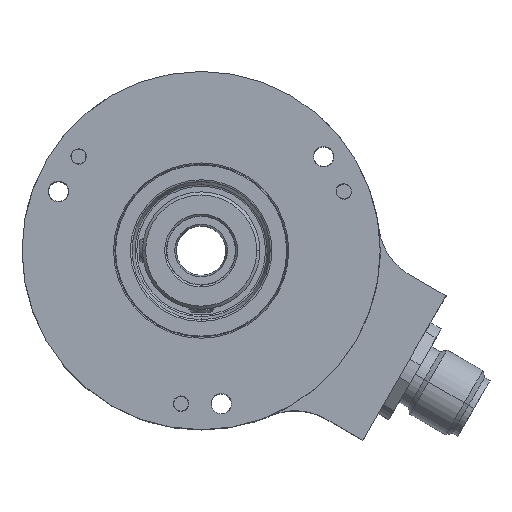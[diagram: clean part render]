
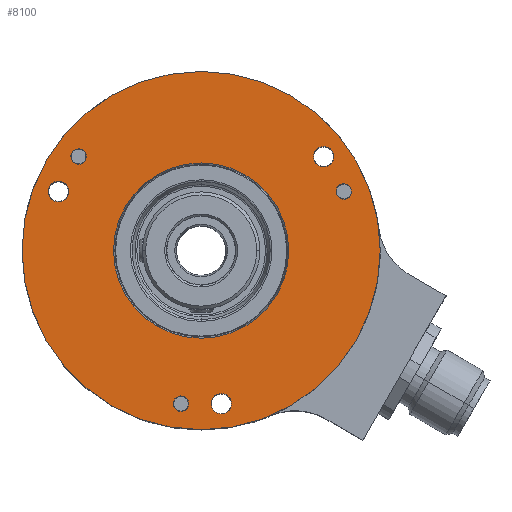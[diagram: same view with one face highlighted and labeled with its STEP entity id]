
A CAD part, top view. The second image highlights one B-rep face of the part: STEP entity #8100.
In plain terms, the highlighted planar face has unit normal (0, 0, 1).
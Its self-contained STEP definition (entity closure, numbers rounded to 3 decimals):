
#1461=CARTESIAN_POINT('',(0.,0.,18.));
#1462=DIRECTION('',(0.,0.,1.));
#1463=DIRECTION('',(1.,0.,0.));
#1464=AXIS2_PLACEMENT_3D('',#1461,#1462,#1463);
#1466=CARTESIAN_POINT('',(0.,0.,18.));
#1467=DIRECTION('',(0.,0.,1.));
#1468=DIRECTION('',(-1.,0.,0.));
#1469=AXIS2_PLACEMENT_3D('',#1466,#1467,#1468);
#1471=CARTESIAN_POINT('',(-19.834,15.219,18.));
#1472=DIRECTION('',(0.,0.,-1.));
#1473=DIRECTION('',(-0.793,0.609,0.));
#1474=AXIS2_PLACEMENT_3D('',#1471,#1472,#1473);
#1476=CARTESIAN_POINT('',(-19.834,15.219,18.));
#1477=DIRECTION('',(0.,0.,-1.));
#1478=DIRECTION('',(0.793,-0.609,0.));
#1479=AXIS2_PLACEMENT_3D('',#1476,#1477,#1478);
#1481=CARTESIAN_POINT('',(-3.263,-24.786,18.));
#1482=DIRECTION('',(0.,0.,-1.));
#1483=DIRECTION('',(-0.131,-0.991,0.));
#1484=AXIS2_PLACEMENT_3D('',#1481,#1482,#1483);
#1486=CARTESIAN_POINT('',(-3.263,-24.786,18.));
#1487=DIRECTION('',(0.,0.,-1.));
#1488=DIRECTION('',(0.131,0.991,0.));
#1489=AXIS2_PLACEMENT_3D('',#1486,#1487,#1488);
#1491=CARTESIAN_POINT('',(23.097,9.567,18.));
#1492=DIRECTION('',(0.,0.,-1.));
#1493=DIRECTION('',(0.924,0.383,0.));
#1494=AXIS2_PLACEMENT_3D('',#1491,#1492,#1493);
#1496=CARTESIAN_POINT('',(23.097,9.567,18.));
#1497=DIRECTION('',(0.,0.,-1.));
#1498=DIRECTION('',(-0.924,-0.383,0.));
#1499=AXIS2_PLACEMENT_3D('',#1496,#1497,#1498);
#1501=CARTESIAN_POINT('',(3.263,-24.786,18.));
#1502=DIRECTION('',(0.,0.,1.));
#1503=DIRECTION('',(0.,-1.,0.));
#1504=AXIS2_PLACEMENT_3D('',#1501,#1502,#1503);
#1506=CARTESIAN_POINT('',(3.263,-24.786,18.));
#1507=DIRECTION('',(0.,0.,1.));
#1508=DIRECTION('',(0.,1.,0.));
#1509=AXIS2_PLACEMENT_3D('',#1506,#1507,#1508);
#1511=CARTESIAN_POINT('',(19.834,15.219,18.));
#1512=DIRECTION('',(0.,0.,1.));
#1513=DIRECTION('',(0.,-1.,0.));
#1514=AXIS2_PLACEMENT_3D('',#1511,#1512,#1513);
#1516=CARTESIAN_POINT('',(19.834,15.219,18.));
#1517=DIRECTION('',(0.,0.,1.));
#1518=DIRECTION('',(0.,1.,0.));
#1519=AXIS2_PLACEMENT_3D('',#1516,#1517,#1518);
#1521=CARTESIAN_POINT('',(-23.097,9.567,18.));
#1522=DIRECTION('',(0.,0.,1.));
#1523=DIRECTION('',(0.,-1.,0.));
#1524=AXIS2_PLACEMENT_3D('',#1521,#1522,#1523);
#1526=CARTESIAN_POINT('',(-23.097,9.567,18.));
#1527=DIRECTION('',(0.,0.,1.));
#1528=DIRECTION('',(0.,1.,0.));
#1529=AXIS2_PLACEMENT_3D('',#1526,#1527,#1528);
#1531=CARTESIAN_POINT('',(0.,0.,18.));
#1532=DIRECTION('',(0.,0.,-1.));
#1533=DIRECTION('',(-1.,0.,0.));
#1534=AXIS2_PLACEMENT_3D('',#1531,#1532,#1533);
#1549=CARTESIAN_POINT('',(0.,0.,18.));
#1550=DIRECTION('',(0.,0.,-1.));
#1551=DIRECTION('',(1.,0.,0.));
#1552=AXIS2_PLACEMENT_3D('',#1549,#1550,#1551);
#5412=CARTESIAN_POINT('',(29.,0.,18.));
#5413=CARTESIAN_POINT('',(-29.,0.,18.));
#5414=VERTEX_POINT('',#5412);
#5415=VERTEX_POINT('',#5413);
#5416=CARTESIAN_POINT('',(-20.826,15.98,18.));
#5417=CARTESIAN_POINT('',(-18.842,14.458,18.));
#5418=VERTEX_POINT('',#5416);
#5419=VERTEX_POINT('',#5417);
#5420=CARTESIAN_POINT('',(-3.426,-26.025,18.));
#5421=CARTESIAN_POINT('',(-3.1,-23.547,18.));
#5422=VERTEX_POINT('',#5420);
#5423=VERTEX_POINT('',#5421);
#5424=CARTESIAN_POINT('',(24.252,10.045,18.));
#5425=CARTESIAN_POINT('',(21.942,9.089,18.));
#5426=VERTEX_POINT('',#5424);
#5427=VERTEX_POINT('',#5425);
#5428=CARTESIAN_POINT('',(14.188,0.,18.));
#5429=CARTESIAN_POINT('',(-14.188,0.,18.));
#5430=VERTEX_POINT('',#5428);
#5431=VERTEX_POINT('',#5429);
#5436=CARTESIAN_POINT('',(3.263,-26.436,18.));
#5437=CARTESIAN_POINT('',(3.263,-23.136,18.));
#5438=VERTEX_POINT('',#5436);
#5439=VERTEX_POINT('',#5437);
#5444=CARTESIAN_POINT('',(19.834,13.569,18.));
#5445=CARTESIAN_POINT('',(19.834,16.869,18.));
#5446=VERTEX_POINT('',#5444);
#5447=VERTEX_POINT('',#5445);
#5452=CARTESIAN_POINT('',(-23.097,7.917,18.));
#5453=CARTESIAN_POINT('',(-23.097,11.217,18.));
#5454=VERTEX_POINT('',#5452);
#5455=VERTEX_POINT('',#5453);
#8050=CARTESIAN_POINT('',(0.,0.,18.));
#8051=DIRECTION('',(0.,0.,1.));
#8052=DIRECTION('',(1.,0.,0.));
#8053=AXIS2_PLACEMENT_3D('',#8050,#8051,#8052);
#8054=PLANE('',#8053);
#8055=ORIENTED_EDGE('',*,*,#6929,.F.);
#8056=ORIENTED_EDGE('',*,*,#6884,.F.);
#8057=EDGE_LOOP('',(#8055,#8056));
#8058=FACE_OUTER_BOUND('',#8057,.F.);
#8060=ORIENTED_EDGE('',*,*,#8059,.F.);
#8062=ORIENTED_EDGE('',*,*,#8061,.F.);
#8063=EDGE_LOOP('',(#8060,#8062));
#8064=FACE_BOUND('',#8063,.F.);
#8066=ORIENTED_EDGE('',*,*,#8065,.F.);
#8068=ORIENTED_EDGE('',*,*,#8067,.F.);
#8069=EDGE_LOOP('',(#8066,#8068));
#8070=FACE_BOUND('',#8069,.F.);
#8072=ORIENTED_EDGE('',*,*,#8071,.F.);
#8074=ORIENTED_EDGE('',*,*,#8073,.F.);
#8075=EDGE_LOOP('',(#8072,#8074));
#8076=FACE_BOUND('',#8075,.F.);
#8078=ORIENTED_EDGE('',*,*,#8077,.F.);
#8080=ORIENTED_EDGE('',*,*,#8079,.F.);
#8081=EDGE_LOOP('',(#8078,#8080));
#8082=FACE_BOUND('',#8081,.F.);
#8083=ORIENTED_EDGE('',*,*,#8040,.T.);
#8085=ORIENTED_EDGE('',*,*,#8084,.T.);
#8086=EDGE_LOOP('',(#8083,#8085));
#8087=FACE_BOUND('',#8086,.F.);
#8089=ORIENTED_EDGE('',*,*,#8088,.T.);
#8091=ORIENTED_EDGE('',*,*,#8090,.T.);
#8092=EDGE_LOOP('',(#8089,#8091));
#8093=FACE_BOUND('',#8092,.F.);
#8095=ORIENTED_EDGE('',*,*,#8094,.T.);
#8097=ORIENTED_EDGE('',*,*,#8096,.T.);
#8098=EDGE_LOOP('',(#8095,#8097));
#8099=FACE_BOUND('',#8098,.F.);
#1465=CIRCLE('',#1464,29.);
#1470=CIRCLE('',#1469,29.);
#1475=CIRCLE('',#1474,1.25);
#1480=CIRCLE('',#1479,1.25);
#1485=CIRCLE('',#1484,1.25);
#1490=CIRCLE('',#1489,1.25);
#1495=CIRCLE('',#1494,1.25);
#1500=CIRCLE('',#1499,1.25);
#1505=CIRCLE('',#1504,1.65);
#1510=CIRCLE('',#1509,1.65);
#1515=CIRCLE('',#1514,1.65);
#1520=CIRCLE('',#1519,1.65);
#1525=CIRCLE('',#1524,1.65);
#1530=CIRCLE('',#1529,1.65);
#1535=CIRCLE('',#1534,14.188);
#1553=CIRCLE('',#1552,14.188);
#6884=EDGE_CURVE('',#5415,#5414,#1470,.T.);
#6929=EDGE_CURVE('',#5414,#5415,#1465,.T.);
#8040=EDGE_CURVE('',#5438,#5439,#1505,.T.);
#8059=EDGE_CURVE('',#5431,#5430,#1535,.T.);
#8061=EDGE_CURVE('',#5430,#5431,#1553,.T.);
#8065=EDGE_CURVE('',#5418,#5419,#1475,.T.);
#8067=EDGE_CURVE('',#5419,#5418,#1480,.T.);
#8071=EDGE_CURVE('',#5422,#5423,#1485,.T.);
#8073=EDGE_CURVE('',#5423,#5422,#1490,.T.);
#8077=EDGE_CURVE('',#5426,#5427,#1495,.T.);
#8079=EDGE_CURVE('',#5427,#5426,#1500,.T.);
#8084=EDGE_CURVE('',#5439,#5438,#1510,.T.);
#8088=EDGE_CURVE('',#5446,#5447,#1515,.T.);
#8090=EDGE_CURVE('',#5447,#5446,#1520,.T.);
#8094=EDGE_CURVE('',#5454,#5455,#1525,.T.);
#8096=EDGE_CURVE('',#5455,#5454,#1530,.T.);
#8100=ADVANCED_FACE('',(#8058,#8064,#8070,#8076,#8082,#8087,#8093,#8099),#8054,
.T.);
